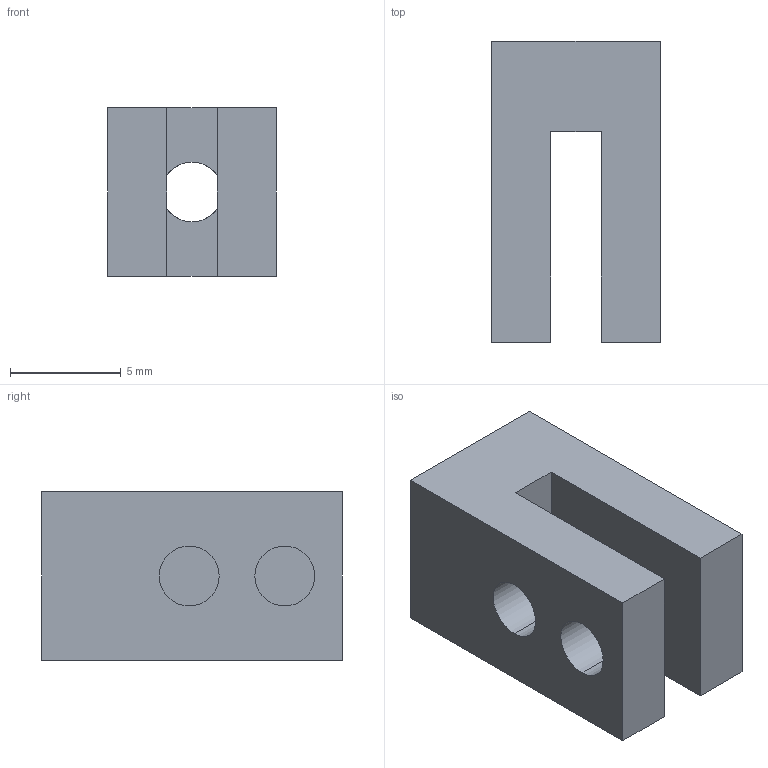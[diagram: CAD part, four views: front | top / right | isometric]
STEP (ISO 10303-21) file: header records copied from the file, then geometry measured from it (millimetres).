
FILE_DESCRIPTION (( 'STEP AP203' ), '1' );
FILE_NAME ('585538.STEP', '2014-07-15T15:13:17', ( 'Kyle' ), ( 'Microsoft' ), 'SwSTEP 2.0', 'SolidWorks 2014', '' );
FILE_SCHEMA (( 'CONFIG_CONTROL_DESIGN' ));
Length unit declared in the file: inch
Products named in the file (1): 585538
Bounding box: 7.62 x 13.59 x 7.62 mm (x, y, z)
Volume: 569.1 mm3; surface area: 678.1 mm2
Topology: 1 solids, 1 shells, 19 faces, 50 edges, 32 vertices
Faces by surface type: plane 13, cylinder 6
Entity records: 679 total; most frequent: DIRECTION 106, CARTESIAN_POINT 102, ORIENTED_EDGE 100, EDGE_CURVE 50, AXIS2_PLACEMENT_3D 36, LINE 34, VECTOR 34, VERTEX_POINT 32
